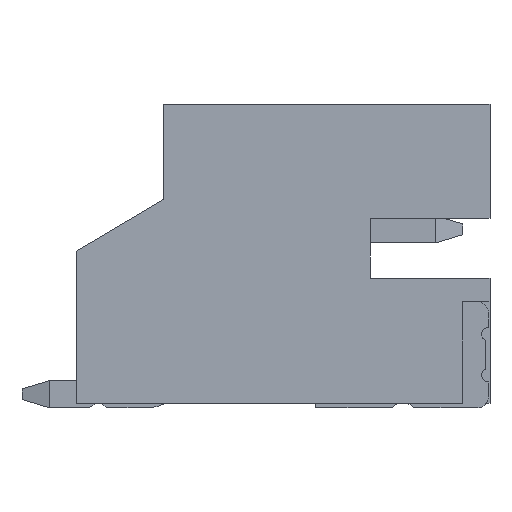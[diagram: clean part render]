
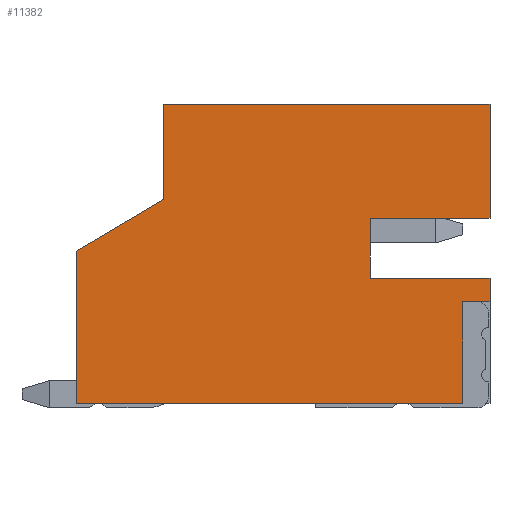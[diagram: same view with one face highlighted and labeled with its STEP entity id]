
A CAD part, left-side view. The second image highlights one B-rep face of the part: STEP entity #11382.
In plain terms, the highlighted face is planar.
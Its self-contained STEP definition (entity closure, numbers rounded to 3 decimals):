
#1006=ORIENTED_EDGE('',*,*,#3100,.F.);
#1007=ORIENTED_EDGE('',*,*,#3138,.T.);
#1008=ORIENTED_EDGE('',*,*,#3176,.F.);
#1009=ORIENTED_EDGE('',*,*,#3126,.F.);
#1010=ORIENTED_EDGE('',*,*,#3131,.F.);
#1011=ORIENTED_EDGE('',*,*,#3133,.F.);
#1012=ORIENTED_EDGE('',*,*,#3177,.F.);
#1013=ORIENTED_EDGE('',*,*,#3178,.F.);
#1014=ORIENTED_EDGE('',*,*,#3179,.F.);
#1015=ORIENTED_EDGE('',*,*,#3066,.T.);
#1016=ORIENTED_EDGE('',*,*,#3063,.T.);
#1017=ORIENTED_EDGE('',*,*,#3180,.F.);
#3063=EDGE_CURVE('',#4174,#4175,#4984,.T.);
#3066=EDGE_CURVE('',#4176,#4174,#4987,.T.);
#3100=EDGE_CURVE('',#4202,#4203,#5021,.T.);
#3126=EDGE_CURVE('',#4224,#4225,#5047,.T.);
#3131=EDGE_CURVE('',#4227,#4224,#5052,.T.);
#3133=EDGE_CURVE('',#4228,#4227,#5054,.T.);
#3138=EDGE_CURVE('',#4202,#4232,#5059,.T.);
#3176=EDGE_CURVE('',#4225,#4232,#5093,.T.);
#3177=EDGE_CURVE('',#4247,#4228,#5094,.T.);
#3178=EDGE_CURVE('',#4248,#4247,#5095,.T.);
#3179=EDGE_CURVE('',#4176,#4248,#5096,.T.);
#3180=EDGE_CURVE('',#4203,#4175,#5097,.T.);
#4174=VERTEX_POINT('',#15427);
#4175=VERTEX_POINT('',#15428);
#4176=VERTEX_POINT('',#15433);
#4202=VERTEX_POINT('',#15502);
#4203=VERTEX_POINT('',#15504);
#4224=VERTEX_POINT('',#15558);
#4225=VERTEX_POINT('',#15560);
#4227=VERTEX_POINT('',#15567);
#4228=VERTEX_POINT('',#15571);
#4232=VERTEX_POINT('',#15581);
#4247=VERTEX_POINT('',#15643);
#4248=VERTEX_POINT('',#15645);
#4984=LINE('',#15426,#6007);
#4987=LINE('',#15432,#6010);
#5021=LINE('',#15503,#6044);
#5047=LINE('',#15559,#6070);
#5052=LINE('',#15568,#6075);
#5054=LINE('',#15572,#6077);
#5059=LINE('',#15582,#6082);
#5093=LINE('',#15641,#6116);
#5094=LINE('',#15642,#6117);
#5095=LINE('',#15644,#6118);
#5096=LINE('',#15646,#6119);
#5097=LINE('',#15647,#6120);
#6007=VECTOR('',#13016,1000.);
#6010=VECTOR('',#13021,1000.);
#6044=VECTOR('',#13075,1000.);
#6070=VECTOR('',#13117,1000.);
#6075=VECTOR('',#13124,1000.);
#6077=VECTOR('',#13128,1000.);
#6082=VECTOR('',#13135,1000.);
#6116=VECTOR('',#13191,1000.);
#6117=VECTOR('',#13192,1000.);
#6118=VECTOR('',#13193,1000.);
#6119=VECTOR('',#13194,1000.);
#6120=VECTOR('',#13195,1000.);
#6858=EDGE_LOOP('',(#1006,#1007,#1008,#1009,#1010,#1011,#1012,#1013,#1014,
#1015,#1016,#1017));
#7325=FACE_BOUND('',#6858,.T.);
#7792=PLANE('',#11896);
#11382=ADVANCED_FACE('',(#7325),#7792,.F.);
#11896=AXIS2_PLACEMENT_3D('',#15640,#13189,#13190);
#13016=DIRECTION('',(0.,1.,0.));
#13021=DIRECTION('',(0.,0.511,-0.86));
#13075=DIRECTION('',(0.,1.,0.));
#13117=DIRECTION('',(0.,0.,1.));
#13124=DIRECTION('',(0.,1.,0.));
#13128=DIRECTION('',(0.,0.,-1.));
#13135=DIRECTION('',(0.,0.,1.));
#13189=DIRECTION('',(-1.,0.,0.));
#13190=DIRECTION('',(0.,0.,1.));
#13191=DIRECTION('',(0.,1.,0.));
#13192=DIRECTION('',(0.,1.,0.));
#13193=DIRECTION('',(0.,0.,1.));
#13194=DIRECTION('',(0.,-1.,0.));
#13195=DIRECTION('',(0.,0.,-1.));
#15426=CARTESIAN_POINT('',(11.,-0.05,-4.6));
#15427=CARTESIAN_POINT('',(11.,-0.05,-4.6));
#15428=CARTESIAN_POINT('',(11.,2.75,-4.6));
#15432=CARTESIAN_POINT('',(11.,-1.,-3.));
#15433=CARTESIAN_POINT('',(11.,-1.,-3.));
#15502=CARTESIAN_POINT('',(11.,0.88,2.5));
#15503=CARTESIAN_POINT('',(11.,0.88,2.5));
#15504=CARTESIAN_POINT('',(11.,2.75,2.5));
#15558=CARTESIAN_POINT('',(11.,0.45,0.8));
#15559=CARTESIAN_POINT('',(11.,0.45,0.8));
#15560=CARTESIAN_POINT('',(11.,0.45,3.));
#15567=CARTESIAN_POINT('',(11.,-0.65,0.8));
#15568=CARTESIAN_POINT('',(11.,-0.65,0.8));
#15571=CARTESIAN_POINT('',(11.,-0.65,3.));
#15572=CARTESIAN_POINT('',(11.,-0.65,3.));
#15581=CARTESIAN_POINT('',(11.,0.88,3.));
#15582=CARTESIAN_POINT('',(11.,0.88,2.5));
#15640=CARTESIAN_POINT('',(11.,0.,0.));
#15641=CARTESIAN_POINT('',(11.,-2.75,3.));
#15642=CARTESIAN_POINT('',(11.,-2.75,3.));
#15643=CARTESIAN_POINT('',(11.,-2.75,3.));
#15644=CARTESIAN_POINT('',(11.,-2.75,-3.));
#15645=CARTESIAN_POINT('',(11.,-2.75,-3.));
#15646=CARTESIAN_POINT('',(11.,2.75,-3.));
#15647=CARTESIAN_POINT('',(11.,2.75,3.));
